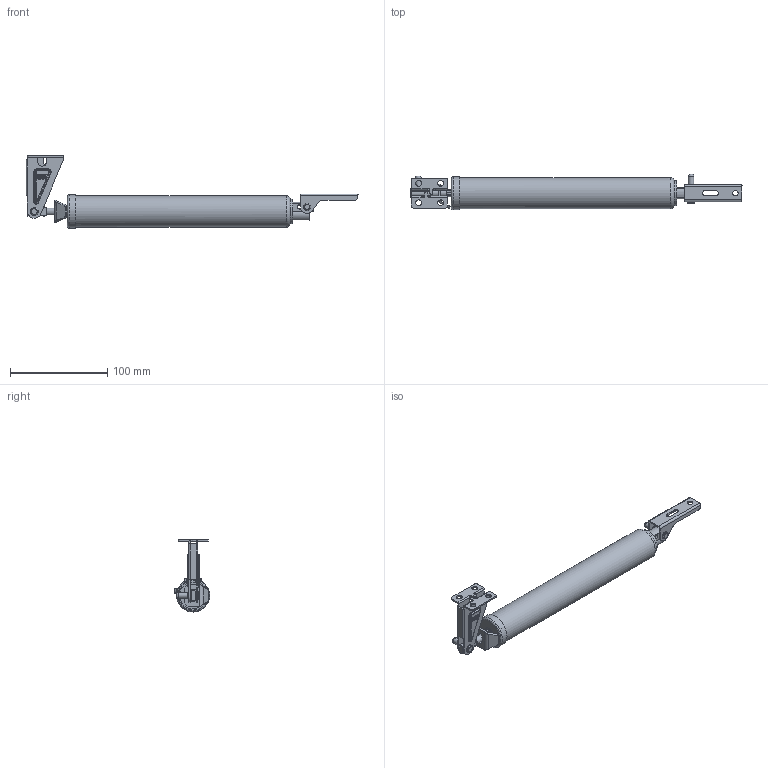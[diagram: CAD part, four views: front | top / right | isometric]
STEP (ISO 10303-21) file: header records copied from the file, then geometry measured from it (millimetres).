
FILE_DESCRIPTION(/* description */ (''),/* implementation_level */ '2;1');
FILE_NAME(/* name */ 'dc-5233.stp',/* time_stamp */ '2024-10-19T10:07:59+09:00',/* author */ ('user'),/* organization */ (''),/* preprocessor_version */ 'ST-DEVELOPER v15.6',/* originating_system */ 'Autodesk Inventor 2015',/* authorisation */ '');
FILE_SCHEMA (('AUTOMOTIVE_DESIGN { 1 0 10303 214 3 1 1 }'));
Length unit declared in the file: millimetre
Products named in the file (10): DC-5233본체; DP-5233문고정핀; DP-5233문고정핀커버; DP-5233문고정핀커버2; DP-5233문브라켓; DP-5233문틀고정핀; DP-5233문틀브라켓; DP-5233스토퍼; DP-5233스트록; dc-5233
Bounding box: 340.9 x 36.35 x 74 mm (x, y, z)
Volume: 193985 mm3; surface area: 93720.4 mm2
Topology: 12 solids, 12 shells, 350 faces, 867 edges, 554 vertices
Faces by surface type: plane 188, cylinder 100, bspline 38, torus 15, cone 7, sphere 2
Full cylindrical faces by diameter (mm): 3.8 x2, 4.2 x2, 4.5 x2, 4.6 x2, 5 x1, 5.4 x1, 5.5 x3, 5.9 x4, 6.2 x1, 7 x1, 7.4 x1, 8 x1, 9.8 x2, 12 x1, 25.5 x2, 32 x2, 34 x1
Entity records: 12121 total; most frequent: CARTESIAN_POINT 3778, ORIENTED_EDGE 1642, DIRECTION 1637, EDGE_CURVE 821, AXIS2_PLACEMENT_3D 579, VERTEX_POINT 546, LINE 479, VECTOR 479
